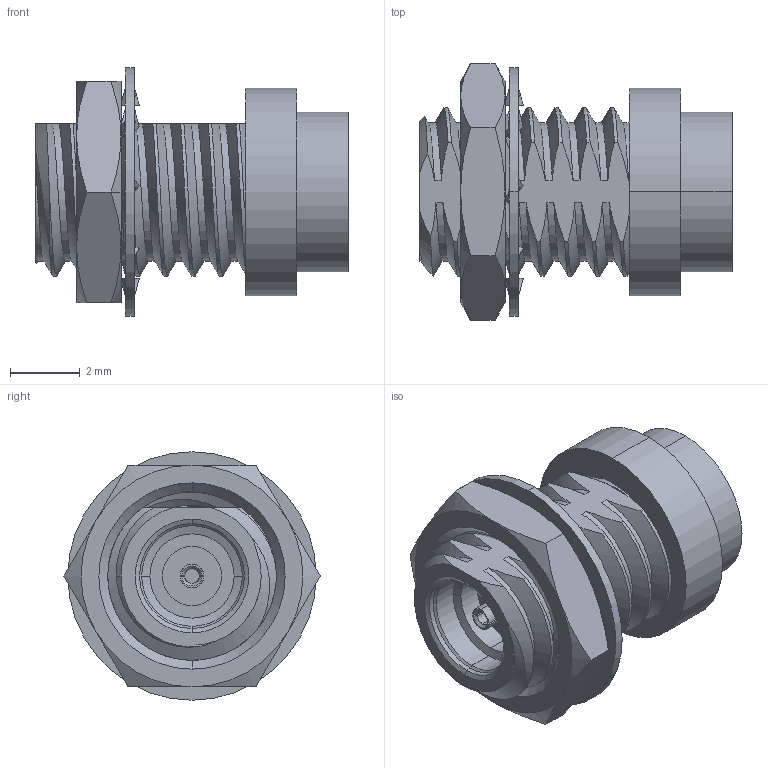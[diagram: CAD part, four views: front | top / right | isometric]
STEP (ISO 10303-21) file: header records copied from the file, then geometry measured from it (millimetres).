
FILE_DESCRIPTION (( 'STEP AP203' ), '1' );
FILE_NAME ('FMAD1310_3D.STEP', '2022-03-18T19:10:29', ( '' ), ( '' ), 'SwSTEP 2.0', 'SolidWorks 2021', '' );
FILE_SCHEMA (( 'CONFIG_CONTROL_DESIGN' ));
Length unit declared in the file: inch
Products named in the file (1): FMAD1310_3D
Bounding box: 8.94 x 7.33 x 7.11 mm (x, y, z)
Volume: 155.4 mm3; surface area: 384.6 mm2
Topology: 3 solids, 3 shells, 194 faces, 502 edges, 323 vertices
Faces by surface type: bspline 66, cylinder 52, plane 41, cone 35
Entity records: 16428 total; most frequent: CARTESIAN_POINT 12175, ORIENTED_EDGE 1004, DIRECTION 677, EDGE_CURVE 502, VERTEX_POINT 323, AXIS2_PLACEMENT_3D 251, EDGE_LOOP 207, FACE_OUTER_BOUND 194
